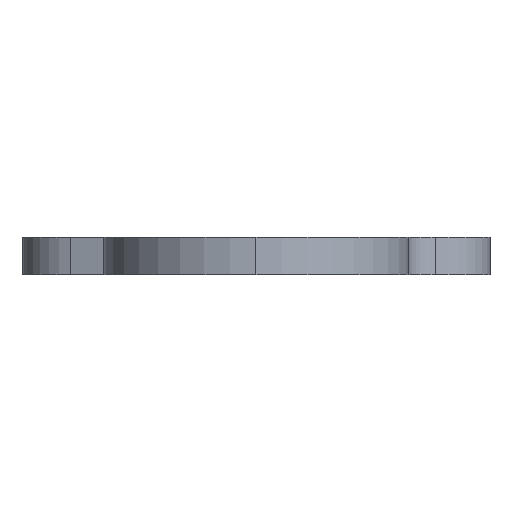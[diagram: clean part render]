
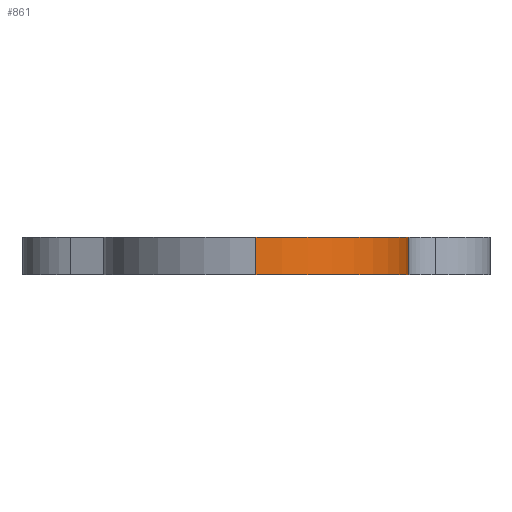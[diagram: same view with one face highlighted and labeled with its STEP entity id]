
A CAD part, left-side view. The second image highlights one B-rep face of the part: STEP entity #861.
In plain terms, the highlighted cylindrical face has radius 13 mm (diameter 26 mm), a partial arc.
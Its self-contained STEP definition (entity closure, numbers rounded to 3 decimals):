
#8 = CARTESIAN_POINT ( 'NONE',  ( -67., 0., 1.6 ) ) ;
#9 = DIRECTION ( 'NONE',  ( 0., 0., -1. ) ) ;
#10 = DIRECTION ( 'NONE',  ( -1., 0., 0. ) ) ;
#136 = CARTESIAN_POINT ( 'NONE',  ( -67., 0., 1.6 ) ) ;
#143 = DIRECTION ( 'NONE',  ( 0., 0., 1. ) ) ;
#144 = DIRECTION ( 'NONE',  ( -1., 0., 0. ) ) ;
#170 = LINE ( 'NONE', #171, #532 ) ;
#171 = CARTESIAN_POINT ( 'NONE',  ( -67., -13., 1.6 ) ) ;
#172 = DIRECTION ( 'NONE',  ( 0., 0., -1. ) ) ;
#173 = LINE ( 'NONE', #174, #648 ) ;
#174 = CARTESIAN_POINT ( 'NONE',  ( -80., 0., 1.6 ) ) ;
#175 = DIRECTION ( 'NONE',  ( 0., 0., -1. ) ) ;
#266 = CARTESIAN_POINT ( 'NONE',  ( -67., 0., -1.6 ) ) ;
#267 = DIRECTION ( 'NONE',  ( 0., 0., 1. ) ) ;
#268 = DIRECTION ( 'NONE',  ( -1., 0., 0. ) ) ;
#282 = CARTESIAN_POINT ( 'NONE',  ( -80., 0., 1.6 ) ) ;
#293 = CARTESIAN_POINT ( 'NONE',  ( -67., -13., 1.6 ) ) ;
#294 = CARTESIAN_POINT ( 'NONE',  ( -80., 0., -1.6 ) ) ;
#295 = CARTESIAN_POINT ( 'NONE',  ( -67., -13., -1.6 ) ) ;
#326 = AXIS2_PLACEMENT_3D ( 'NONE', #266, #267, #268 ) ;
#361 = CYLINDRICAL_SURFACE ( 'NONE', #366, 13. ) ;
#363 = FACE_OUTER_BOUND ( 'NONE', #372, .T. ) ;
#366 = AXIS2_PLACEMENT_3D ( 'NONE', #8, #9, #10 ) ;
#372 = EDGE_LOOP ( 'NONE', ( #553, #555, #554, #556 ) ) ;
#455 = EDGE_CURVE ( 'NONE', #520, #750, #790, .T. ) ;
#464 = EDGE_CURVE ( 'NONE', #750, #752, #170, .T. ) ;
#465 = EDGE_CURVE ( 'NONE', #520, #751, #173, .T. ) ;
#475 = EDGE_CURVE ( 'NONE', #751, #752, #802, .T. ) ;
#478 = AXIS2_PLACEMENT_3D ( 'NONE', #136, #143, #144 ) ;
#520 = VERTEX_POINT ( 'NONE', #282 ) ;
#532 = VECTOR ( 'NONE', #172, 1000. ) ;
#553 = ORIENTED_EDGE ( 'NONE', *, *, #455, .F. ) ;
#554 = ORIENTED_EDGE ( 'NONE', *, *, #475, .T. ) ;
#555 = ORIENTED_EDGE ( 'NONE', *, *, #465, .T. ) ;
#556 = ORIENTED_EDGE ( 'NONE', *, *, #464, .F. ) ;
#648 = VECTOR ( 'NONE', #175, 1000. ) ;
#750 = VERTEX_POINT ( 'NONE', #293 ) ;
#751 = VERTEX_POINT ( 'NONE', #294 ) ;
#752 = VERTEX_POINT ( 'NONE', #295 ) ;
#790 = CIRCLE ( 'NONE', #478, 13. ) ;
#802 = CIRCLE ( 'NONE', #326, 13. ) ;
#861 = ADVANCED_FACE ( 'NONE', ( #363 ), #361, .T. ) ;
